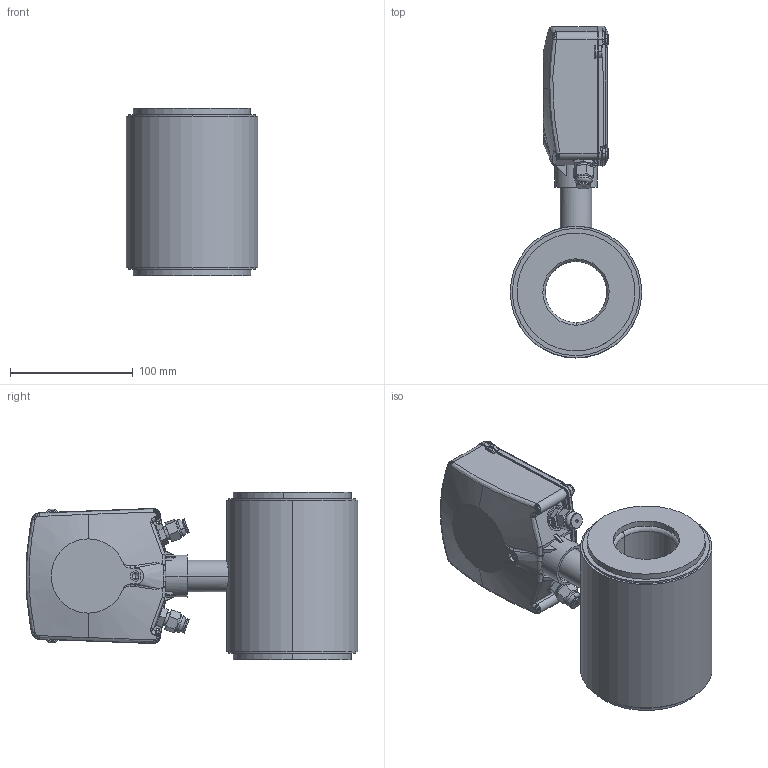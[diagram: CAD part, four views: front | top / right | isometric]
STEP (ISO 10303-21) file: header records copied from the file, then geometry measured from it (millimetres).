
FILE_DESCRIPTION (( 'STEP AP203' ), '1' );
FILE_NAME ('杬2 羼50.STEP', '2022-10-21T12:59:10', ( '' ), ( '' ), 'SwSTEP 2.0', 'SolidWorks 2014', '' );
FILE_SCHEMA (( 'CONFIG_CONTROL_DESIGN' ));
Length unit declared in the file: millimetre
Products named in the file (15): 杬2 羼50; ãèäðîââîä 2 ãàéêà; ãèäðîââîä çàãëóøêà; ãèäðîââîä ïðîêëàäêà; ﾊ鮻 50; ãèäðîââîä ñáîðêà; Êîðïóñ-1 ïîä Ìå; 鏝鋋瘔 鼁闉罻; Êðûøêà íåïð. îðàíæ; êàòóøêà 50; øóðóï; 膰錪犩 50; ãèäðîââîä îñíîâàíèå; 栺鍣罻 羼50; ãàéêà1 äëÿ ãèäðîââîäà
Assembly tree (19 placements, depth 4):
  杬2 羼50
    ﾊ鮻 50
    鏝鋋瘔 鼁闉罻
      Êîðïóñ-1 ïîä Ìå
      Êðûøêà íåïð. îðàíæ
      øóðóï  x4
      ãèäðîââîä ñáîðêà  x2
        ãèäðîââîä îñíîâàíèå
        ãàéêà1 äëÿ ãèäðîââîäà
        ãèäðîââîä 2 ãàéêà
        ãèäðîââîä çàãëóøêà
        ãèäðîââîä ïðîêëàäêà
    êàòóøêà 50
    膰錪犩 50  x2
    栺鍣罻 羼50
Bounding box: 107 x 270.2 x 136 mm (x, y, z)
Volume: 524283.1 mm3; surface area: 289820.5 mm2
Topology: 21 solids, 21 shells, 900 faces, 2269 edges, 1438 vertices
Faces by surface type: cylinder 330, plane 292, bspline 136, cone 79, torus 55, sphere 8
Entity records: 31834 total; most frequent: CARTESIAN_POINT 13552, ORIENTED_EDGE 3688, DIRECTION 3195, EDGE_CURVE 1844, AXIS2_PLACEMENT_3D 1274, VERTEX_POINT 1176, EDGE_LOOP 804, ADVANCED_FACE 724
